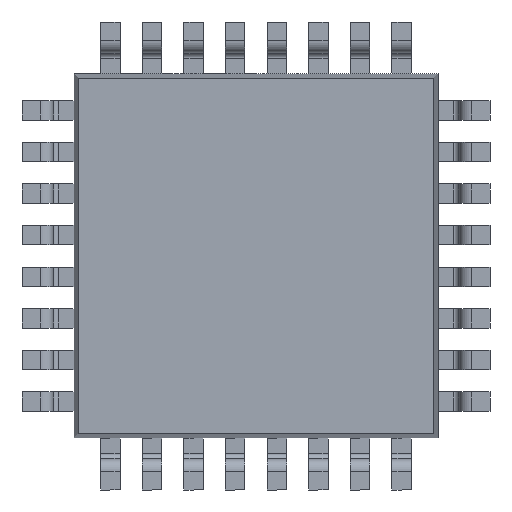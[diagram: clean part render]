
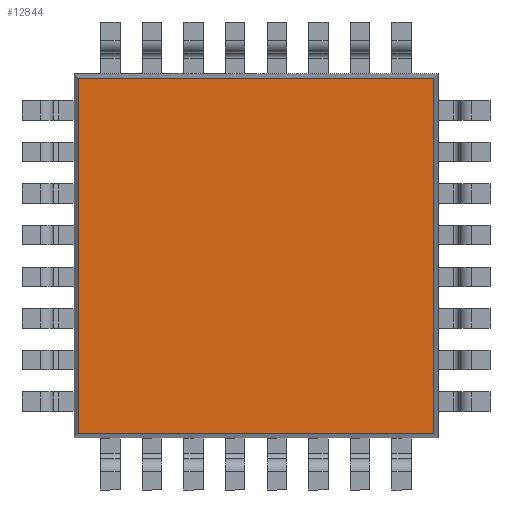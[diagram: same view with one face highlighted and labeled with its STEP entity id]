
A CAD part, front view. The second image highlights one B-rep face of the part: STEP entity #12844.
In plain terms, the highlighted planar face has unit normal (0, -1, 0).
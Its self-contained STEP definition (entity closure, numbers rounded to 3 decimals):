
#23 = DIRECTION ( 'NONE',  ( 0., 0., -1. ) ) ;
#92 = ORIENTED_EDGE ( 'NONE', *, *, #11837, .T. ) ;
#928 = CARTESIAN_POINT ( 'NONE',  ( -3.42, 0.15, -3.42 ) ) ;
#1156 = PLANE ( 'NONE',  #1501 ) ;
#1248 = CARTESIAN_POINT ( 'NONE',  ( 3.5, 0.15, 3.42 ) ) ;
#1501 = AXIS2_PLACEMENT_3D ( 'NONE', #6673, #7849, #23 ) ;
#1724 = LINE ( 'NONE', #2402, #5161 ) ;
#1916 = CARTESIAN_POINT ( 'NONE',  ( 3.42, 0.15, 3.42 ) ) ;
#2114 = VERTEX_POINT ( 'NONE', #928 ) ;
#2402 = CARTESIAN_POINT ( 'NONE',  ( 3.42, 0.15, -3.5 ) ) ;
#2433 = CARTESIAN_POINT ( 'NONE',  ( 3.42, 0.15, -3.42 ) ) ;
#2732 = EDGE_LOOP ( 'NONE', ( #7517, #9814, #2962, #92 ) ) ;
#2962 = ORIENTED_EDGE ( 'NONE', *, *, #10644, .T. ) ;
#3552 = DIRECTION ( 'NONE',  ( 0., 0., 1. ) ) ;
#3657 = CARTESIAN_POINT ( 'NONE',  ( -3.42, 0.15, 3.42 ) ) ;
#3750 = FACE_OUTER_BOUND ( 'NONE', #2732, .T. ) ;
#5161 = VECTOR ( 'NONE', #3552, 1000. ) ;
#5345 = DIRECTION ( 'NONE',  ( 0., 0., -1. ) ) ;
#5610 = EDGE_CURVE ( 'NONE', #13616, #2114, #13952, .T. ) ;
#5922 = VERTEX_POINT ( 'NONE', #2433 ) ;
#6673 = CARTESIAN_POINT ( 'NONE',  ( 0., 0.15, 0. ) ) ;
#6848 = EDGE_CURVE ( 'NONE', #13831, #13616, #10610, .T. ) ;
#7517 = ORIENTED_EDGE ( 'NONE', *, *, #6848, .T. ) ;
#7849 = DIRECTION ( 'NONE',  ( 0., -1., 0. ) ) ;
#8562 = CARTESIAN_POINT ( 'NONE',  ( -3.5, 0.15, -3.42 ) ) ;
#8614 = CARTESIAN_POINT ( 'NONE',  ( -3.42, 0.15, 3.5 ) ) ;
#9740 = VECTOR ( 'NONE', #13087, 1000. ) ;
#9814 = ORIENTED_EDGE ( 'NONE', *, *, #5610, .T. ) ;
#9971 = DIRECTION ( 'NONE',  ( -1., 0., 0. ) ) ;
#10610 = LINE ( 'NONE', #1248, #13909 ) ;
#10644 = EDGE_CURVE ( 'NONE', #2114, #5922, #12676, .T. ) ;
#11837 = EDGE_CURVE ( 'NONE', #5922, #13831, #1724, .T. ) ;
#12409 = VECTOR ( 'NONE', #5345, 1000. ) ;
#12676 = LINE ( 'NONE', #8562, #9740 ) ;
#12844 = ADVANCED_FACE ( 'NONE', ( #3750 ), #1156, .T. ) ;
#13087 = DIRECTION ( 'NONE',  ( 1., 0., 0. ) ) ;
#13616 = VERTEX_POINT ( 'NONE', #3657 ) ;
#13831 = VERTEX_POINT ( 'NONE', #1916 ) ;
#13909 = VECTOR ( 'NONE', #9971, 1000. ) ;
#13952 = LINE ( 'NONE', #8614, #12409 ) ;
